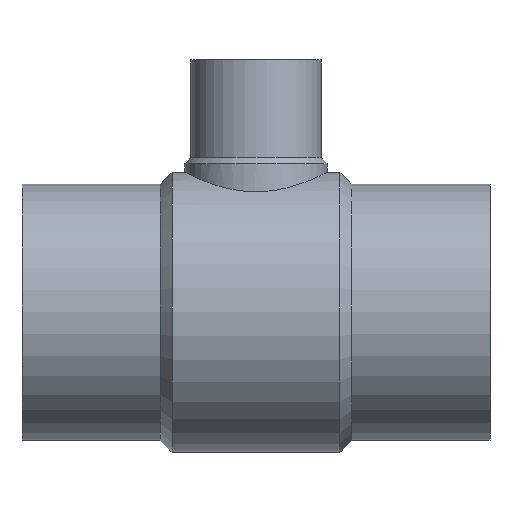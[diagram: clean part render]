
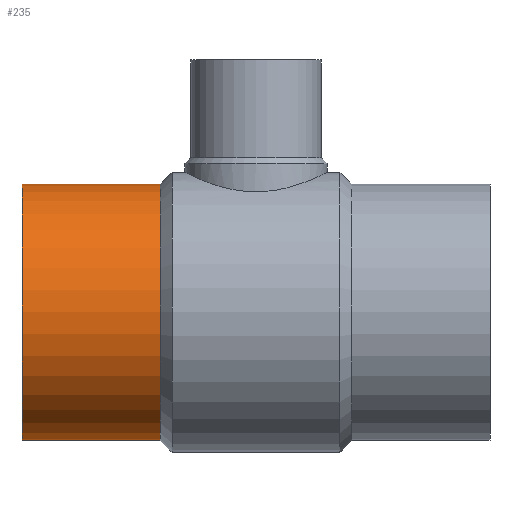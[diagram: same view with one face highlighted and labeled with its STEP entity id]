
A CAD part, top view. The second image highlights one B-rep face of the part: STEP entity #235.
In plain terms, the highlighted cylindrical face has radius 157.5 mm (diameter 315 mm), a full revolution.
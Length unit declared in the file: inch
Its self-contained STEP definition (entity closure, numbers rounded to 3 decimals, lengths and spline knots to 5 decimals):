
#29 = FACE_OUTER_BOUND ( 'NONE', #139, .T. ) ;
#31 = DIRECTION ( 'NONE',  ( 0., 0., -1. ) ) ;
#92 = EDGE_LOOP ( 'NONE', ( #159 ) ) ;
#132 = CIRCLE ( 'NONE', #305, 6.20079 ) ;
#139 = EDGE_LOOP ( 'NONE', ( #145 ) ) ;
#145 = ORIENTED_EDGE ( 'NONE', *, *, #485, .F. ) ;
#159 = ORIENTED_EDGE ( 'NONE', *, *, #309, .T. ) ;
#235 = ADVANCED_FACE ( 'NONE', ( #29, #482 ), #667, .T. ) ;
#269 = CARTESIAN_POINT ( 'NONE',  ( -22.6378, 0., -6.20079 ) ) ;
#276 = DIRECTION ( 'NONE',  ( -1., 0., 0. ) ) ;
#280 = VERTEX_POINT ( 'NONE', #269 ) ;
#293 = DIRECTION ( 'NONE',  ( 0., 0., -1. ) ) ;
#305 = AXIS2_PLACEMENT_3D ( 'NONE', #363, #276, #31 ) ;
#309 = EDGE_CURVE ( 'NONE', #601, #601, #132, .T. ) ;
#324 = CARTESIAN_POINT ( 'NONE',  ( -15.94488, 0., -6.20079 ) ) ;
#325 = CARTESIAN_POINT ( 'NONE',  ( -19.29134, 0., 0. ) ) ;
#329 = DIRECTION ( 'NONE',  ( 1., 0., 0. ) ) ;
#333 = AXIS2_PLACEMENT_3D ( 'NONE', #325, #329, #293 ) ;
#363 = CARTESIAN_POINT ( 'NONE',  ( -15.94488, 0., 0. ) ) ;
#482 = FACE_OUTER_BOUND ( 'NONE', #92, .T. ) ;
#485 = EDGE_CURVE ( 'NONE', #280, #280, #555, .T. ) ;
#513 = DIRECTION ( 'NONE',  ( 0., 0., -1. ) ) ;
#515 = AXIS2_PLACEMENT_3D ( 'NONE', #670, #684, #513 ) ;
#555 = CIRCLE ( 'NONE', #515, 6.20079 ) ;
#601 = VERTEX_POINT ( 'NONE', #324 ) ;
#667 = CYLINDRICAL_SURFACE ( 'NONE', #333, 6.20079 ) ;
#670 = CARTESIAN_POINT ( 'NONE',  ( -22.6378, 0., 0. ) ) ;
#684 = DIRECTION ( 'NONE',  ( -1., 0., 0. ) ) ;
